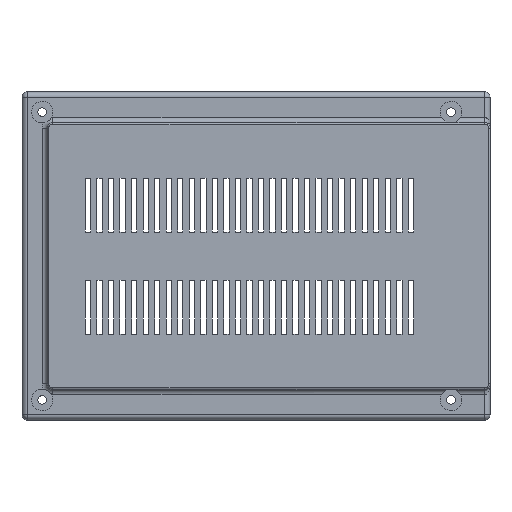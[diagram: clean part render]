
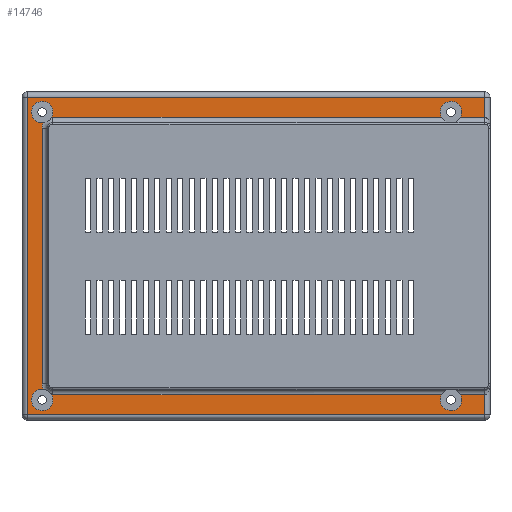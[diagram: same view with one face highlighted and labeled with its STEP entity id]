
A CAD part, front view. The second image highlights one B-rep face of the part: STEP entity #14746.
In plain terms, the highlighted planar face has unit normal (0, -1, 0).
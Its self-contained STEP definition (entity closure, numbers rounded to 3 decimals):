
#1298=FACE_OUTER_BOUND('',#2195,.T.);
#2195=EDGE_LOOP('',(#12784,#12785,#12786,#12787,#12788,#12789,#12790,#12791,
#12792,#12793,#12794,#12795,#12796,#12797,#12798,#12799,#12800,#12801,#12802,
#12803,#12804,#12805));
#3032=LINE('',#23003,#4506);
#3035=LINE('',#23013,#4509);
#3036=LINE('',#23018,#4510);
#3040=LINE('',#23032,#4514);
#3060=LINE('',#23095,#4534);
#3061=LINE('',#23151,#4535);
#3064=LINE('',#23173,#4538);
#3669=LINE('',#25222,#5143);
#3670=LINE('',#25228,#5144);
#3671=LINE('',#25233,#5145);
#4506=VECTOR('',#17922,10.);
#4509=VECTOR('',#17933,10.);
#4510=VECTOR('',#17938,10.);
#4514=VECTOR('',#17956,10.);
#4534=VECTOR('',#18030,10.);
#4535=VECTOR('',#18037,10.);
#4538=VECTOR('',#18044,10.);
#5143=VECTOR('',#20113,10.);
#5144=VECTOR('',#20118,10.);
#5145=VECTOR('',#20123,10.);
#5689=CIRCLE('',#15518,4.);
#5690=CIRCLE('',#15519,4.);
#5692=CIRCLE('',#15523,4.);
#5693=CIRCLE('',#15524,4.);
#5915=CIRCLE('',#16147,4.);
#5916=CIRCLE('',#16148,4.);
#5918=CIRCLE('',#16152,4.);
#5919=CIRCLE('',#16153,4.);
#5920=CIRCLE('',#16154,4.);
#5921=CIRCLE('',#16155,4.);
#5922=CIRCLE('',#16156,4.);
#5923=CIRCLE('',#16157,4.);
#6692=VERTEX_POINT('',#23000);
#6693=VERTEX_POINT('',#23002);
#6696=VERTEX_POINT('',#23011);
#6697=VERTEX_POINT('',#23015);
#6701=VERTEX_POINT('',#23031);
#6717=VERTEX_POINT('',#23092);
#6720=VERTEX_POINT('',#23136);
#6721=VERTEX_POINT('',#23154);
#6764=VERTEX_POINT('',#23407);
#6765=VERTEX_POINT('',#23408);
#6766=VERTEX_POINT('',#23410);
#6768=VERTEX_POINT('',#23435);
#6769=VERTEX_POINT('',#23436);
#6770=VERTEX_POINT('',#23438);
#7162=VERTEX_POINT('',#25195);
#7163=VERTEX_POINT('',#25198);
#7166=VERTEX_POINT('',#25221);
#7167=VERTEX_POINT('',#25223);
#7168=VERTEX_POINT('',#25225);
#7169=VERTEX_POINT('',#25227);
#7170=VERTEX_POINT('',#25230);
#7171=VERTEX_POINT('',#25232);
#8197=EDGE_CURVE('',#6692,#6693,#3032,.T.);
#8203=EDGE_CURVE('',#6696,#6692,#3035,.T.);
#8205=EDGE_CURVE('',#6697,#6696,#3036,.T.);
#8212=EDGE_CURVE('',#6693,#6701,#3040,.T.);
#8244=EDGE_CURVE('',#6701,#6717,#3060,.T.);
#8248=EDGE_CURVE('',#6720,#6697,#3061,.T.);
#8253=EDGE_CURVE('',#6717,#6721,#3064,.T.);
#8344=EDGE_CURVE('',#6764,#6765,#5689,.T.);
#8346=EDGE_CURVE('',#6765,#6766,#5690,.T.);
#8349=EDGE_CURVE('',#6768,#6769,#5692,.T.);
#8351=EDGE_CURVE('',#6769,#6770,#5693,.T.);
#9145=EDGE_CURVE('',#7162,#6721,#5915,.T.);
#9147=EDGE_CURVE('',#7163,#7162,#5916,.T.);
#9152=EDGE_CURVE('',#7163,#7166,#3669,.T.);
#9153=EDGE_CURVE('',#6720,#7167,#5918,.T.);
#9154=EDGE_CURVE('',#7167,#7168,#5919,.T.);
#9155=EDGE_CURVE('',#7169,#7168,#3670,.T.);
#9156=EDGE_CURVE('',#6764,#7169,#5920,.T.);
#9157=EDGE_CURVE('',#7170,#6766,#5921,.T.);
#9158=EDGE_CURVE('',#7171,#7170,#3671,.T.);
#9159=EDGE_CURVE('',#6768,#7171,#5922,.T.);
#9160=EDGE_CURVE('',#7166,#6770,#5923,.T.);
#12784=ORIENTED_EDGE('',*,*,#9152,.F.);
#12785=ORIENTED_EDGE('',*,*,#9147,.T.);
#12786=ORIENTED_EDGE('',*,*,#9145,.T.);
#12787=ORIENTED_EDGE('',*,*,#8253,.F.);
#12788=ORIENTED_EDGE('',*,*,#8244,.F.);
#12789=ORIENTED_EDGE('',*,*,#8212,.F.);
#12790=ORIENTED_EDGE('',*,*,#8197,.F.);
#12791=ORIENTED_EDGE('',*,*,#8203,.F.);
#12792=ORIENTED_EDGE('',*,*,#8205,.F.);
#12793=ORIENTED_EDGE('',*,*,#8248,.F.);
#12794=ORIENTED_EDGE('',*,*,#9153,.T.);
#12795=ORIENTED_EDGE('',*,*,#9154,.T.);
#12796=ORIENTED_EDGE('',*,*,#9155,.F.);
#12797=ORIENTED_EDGE('',*,*,#9156,.F.);
#12798=ORIENTED_EDGE('',*,*,#8344,.T.);
#12799=ORIENTED_EDGE('',*,*,#8346,.T.);
#12800=ORIENTED_EDGE('',*,*,#9157,.F.);
#12801=ORIENTED_EDGE('',*,*,#9158,.F.);
#12802=ORIENTED_EDGE('',*,*,#9159,.F.);
#12803=ORIENTED_EDGE('',*,*,#8349,.T.);
#12804=ORIENTED_EDGE('',*,*,#8351,.T.);
#12805=ORIENTED_EDGE('',*,*,#9160,.F.);
#13932=PLANE('',#16151);
#14746=ADVANCED_FACE('',(#1298),#13932,.T.);
#15518=AXIS2_PLACEMENT_3D('',#23409,#18281,#18282);
#15519=AXIS2_PLACEMENT_3D('',#23429,#18283,#18284);
#15523=AXIS2_PLACEMENT_3D('',#23437,#18292,#18293);
#15524=AXIS2_PLACEMENT_3D('',#23455,#18294,#18295);
#16147=AXIS2_PLACEMENT_3D('',#25196,#20100,#20101);
#16148=AXIS2_PLACEMENT_3D('',#25199,#20103,#20104);
#16151=AXIS2_PLACEMENT_3D('',#25220,#20111,#20112);
#16152=AXIS2_PLACEMENT_3D('',#25224,#20114,#20115);
#16153=AXIS2_PLACEMENT_3D('',#25226,#20116,#20117);
#16154=AXIS2_PLACEMENT_3D('',#25229,#20119,#20120);
#16155=AXIS2_PLACEMENT_3D('',#25231,#20121,#20122);
#16156=AXIS2_PLACEMENT_3D('',#25234,#20124,#20125);
#16157=AXIS2_PLACEMENT_3D('',#25235,#20126,#20127);
#17922=DIRECTION('',(0.,0.,1.));
#17933=DIRECTION('',(-1.,0.,0.));
#17938=DIRECTION('',(0.,0.,-1.));
#17956=DIRECTION('',(1.,0.,0.));
#18030=DIRECTION('',(0.,0.,-1.));
#18037=DIRECTION('',(1.,0.,0.));
#18044=DIRECTION('',(-1.,0.,0.));
#18281=DIRECTION('center_axis',(0.,1.,0.));
#18282=DIRECTION('ref_axis',(1.,0.,0.));
#18283=DIRECTION('center_axis',(0.,1.,0.));
#18284=DIRECTION('ref_axis',(1.,0.,0.));
#18292=DIRECTION('center_axis',(0.,1.,0.));
#18293=DIRECTION('ref_axis',(1.,0.,0.));
#18294=DIRECTION('center_axis',(0.,1.,0.));
#18295=DIRECTION('ref_axis',(1.,0.,0.));
#20100=DIRECTION('center_axis',(0.,1.,0.));
#20101=DIRECTION('ref_axis',(1.,0.,0.));
#20103=DIRECTION('center_axis',(0.,1.,0.));
#20104=DIRECTION('ref_axis',(1.,0.,0.));
#20111=DIRECTION('center_axis',(0.,-1.,0.));
#20112=DIRECTION('ref_axis',(0.,0.,-1.));
#20113=DIRECTION('',(-1.,0.,0.));
#20114=DIRECTION('center_axis',(0.,1.,0.));
#20115=DIRECTION('ref_axis',(1.,0.,0.));
#20116=DIRECTION('center_axis',(0.,1.,0.));
#20117=DIRECTION('ref_axis',(1.,0.,0.));
#20118=DIRECTION('',(1.,0.,0.));
#20119=DIRECTION('center_axis',(0.,-1.,0.));
#20120=DIRECTION('ref_axis',(-0.707,0.,-0.707));
#20121=DIRECTION('center_axis',(0.,-1.,0.));
#20122=DIRECTION('ref_axis',(-0.707,0.,-0.707));
#20123=DIRECTION('',(0.,0.,-1.));
#20124=DIRECTION('center_axis',(0.,-1.,0.));
#20125=DIRECTION('ref_axis',(-0.707,0.,0.707));
#20126=DIRECTION('center_axis',(0.,-1.,0.));
#20127=DIRECTION('ref_axis',(-0.707,0.,0.707));
#23000=CARTESIAN_POINT('',(-90.266,-7.,-67.789));
#23002=CARTESIAN_POINT('',(-90.266,-7.,50.211));
#23003=CARTESIAN_POINT('',(-90.266,-7.,21.711));
#23011=CARTESIAN_POINT('',(79.734,-7.,-67.789));
#23013=CARTESIAN_POINT('',(-5.266,-7.,-67.789));
#23015=CARTESIAN_POINT('',(79.734,-7.,-60.349));
#23018=CARTESIAN_POINT('',(79.734,-7.,-39.289));
#23031=CARTESIAN_POINT('',(79.734,-7.,50.211));
#23032=CARTESIAN_POINT('',(38.234,-7.,50.211));
#23092=CARTESIAN_POINT('',(79.734,-7.,42.771));
#23095=CARTESIAN_POINT('',(79.734,-7.,-39.289));
#23136=CARTESIAN_POINT('',(70.732,-7.,-60.349));
#23151=CARTESIAN_POINT('',(-43.046,-7.,-60.349));
#23154=CARTESIAN_POINT('',(70.732,-7.,42.771));
#23173=CARTESIAN_POINT('',(37.234,-7.,42.771));
#23407=CARTESIAN_POINT('',(-81.283,-7.,-60.323));
#23408=CARTESIAN_POINT('',(-88.766,-7.,-62.289));
#23409=CARTESIAN_POINT('Origin',(-84.766,-7.,-62.289));
#23410=CARTESIAN_POINT('',(-84.31,-7.,-58.315));
#23429=CARTESIAN_POINT('Origin',(-84.766,-7.,-62.289));
#23435=CARTESIAN_POINT('',(-84.31,-7.,40.737));
#23436=CARTESIAN_POINT('',(-88.766,-7.,44.711));
#23437=CARTESIAN_POINT('Origin',(-84.766,-7.,44.711));
#23438=CARTESIAN_POINT('',(-81.283,-7.,42.745));
#23455=CARTESIAN_POINT('Origin',(-84.766,-7.,44.711));
#25195=CARTESIAN_POINT('',(63.234,-7.,44.711));
#25196=CARTESIAN_POINT('Origin',(67.234,-7.,44.711));
#25198=CARTESIAN_POINT('',(63.736,-7.,42.771));
#25199=CARTESIAN_POINT('Origin',(67.234,-7.,44.711));
#25220=CARTESIAN_POINT('Origin',(-5.266,-7.,-8.789));
#25221=CARTESIAN_POINT('',(-80.826,-7.,42.771));
#25222=CARTESIAN_POINT('',(37.234,-7.,42.771));
#25223=CARTESIAN_POINT('',(63.234,-7.,-62.289));
#25224=CARTESIAN_POINT('Origin',(67.234,-7.,-62.289));
#25225=CARTESIAN_POINT('',(63.736,-7.,-60.349));
#25226=CARTESIAN_POINT('Origin',(67.234,-7.,-62.289));
#25227=CARTESIAN_POINT('',(-80.826,-7.,-60.349));
#25228=CARTESIAN_POINT('',(-43.046,-7.,-60.349));
#25229=CARTESIAN_POINT('Origin',(-80.826,-7.,-56.349));
#25230=CARTESIAN_POINT('',(-84.826,-7.,-56.349));
#25231=CARTESIAN_POINT('Origin',(-80.826,-7.,-56.349));
#25232=CARTESIAN_POINT('',(-84.826,-7.,38.771));
#25233=CARTESIAN_POINT('',(-84.826,-7.,15.991));
#25234=CARTESIAN_POINT('Origin',(-80.826,-7.,38.771));
#25235=CARTESIAN_POINT('Origin',(-80.826,-7.,38.771));
